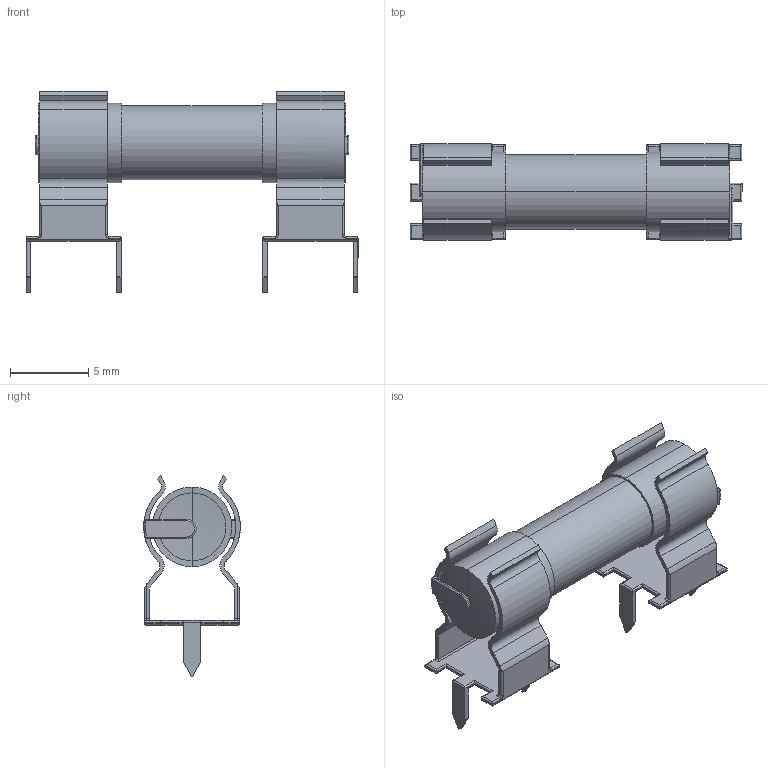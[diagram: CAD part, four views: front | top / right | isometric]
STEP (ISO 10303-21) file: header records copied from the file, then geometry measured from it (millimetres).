
FILE_DESCRIPTION (( 'STEP AP214' ), '1' );
FILE_NAME ('ALSRobot-Fuse.STEP', '2018-12-16T17:21:21', ( '' ), ( '' ), 'SwSTEP 2.0', 'SolidWorks 2018', '' );
FILE_SCHEMA (( 'AUTOMOTIVE_DESIGN' ));
Length unit declared in the file: millimetre
Products named in the file (3): alsrobot-Fuse_SW3dPS-Full Fuse_Fuse Leg_2009; alsrobot-Fuse_SW3dPS-Full Fuse_Fuse Small 1A; ALSRobot-Fuse
Assembly tree (3 placements, depth 2):
  ALSRobot-Fuse
    alsrobot-Fuse_SW3dPS-Full Fuse_Fuse Leg_2009  x2
    alsrobot-Fuse_SW3dPS-Full Fuse_Fuse Small 1A
Bounding box: 21.28 x 6.19 x 12.9 mm (x, y, z)
Volume: 157 mm3; surface area: 1546.3 mm2
Topology: 6 solids, 6 shells, 304 faces, 760 edges, 462 vertices
Faces by surface type: cylinder 178, plane 104, bspline 22
Entity records: 6908 total; most frequent: CARTESIAN_POINT 1218, ORIENTED_EDGE 798, DIRECTION 776, EDGE_CURVE 399, AXIS2_PLACEMENT_3D 272, VERTEX_POINT 246, LINE 232, VECTOR 232
